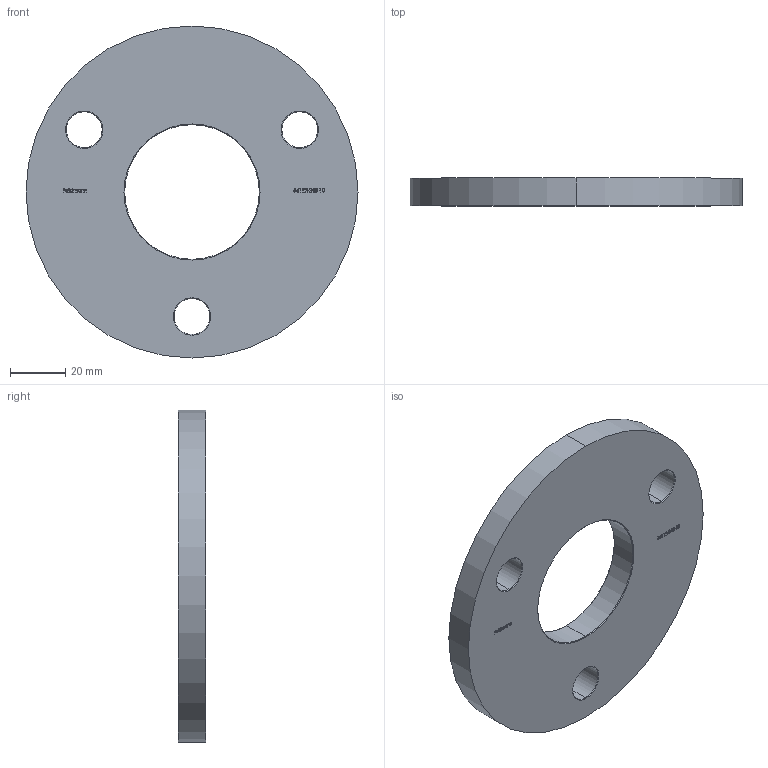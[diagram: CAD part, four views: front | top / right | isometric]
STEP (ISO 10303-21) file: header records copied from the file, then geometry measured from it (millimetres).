
FILE_DESCRIPTION (( 'STEP AP203' ), '1' );
FILE_NAME ('54112-240-10.step', '2020-10-21T11:00:18', ( '' ), ( '' ), 'SwSTEP 2.0', 'SolidWorks 2018', '' );
FILE_SCHEMA (( 'CONFIG_CONTROL_DESIGN' ));
Length unit declared in the file: millimetre
Products named in the file (2): 54112-240-10
Bounding box: 120 x 10 x 120 mm (x, y, z)
Volume: 90470.2 mm3; surface area: 24552.9 mm2
Topology: 1 solids, 1 shells, 265 faces, 692 edges, 456 vertices
Faces by surface type: plane 153, bspline 86, cone 16, cylinder 10
Entity records: 13101 total; most frequent: CARTESIAN_POINT 6973, ORIENTED_EDGE 1384, DIRECTION 918, EDGE_CURVE 692, LINE 484, VECTOR 484, VERTEX_POINT 456, EDGE_LOOP 300
